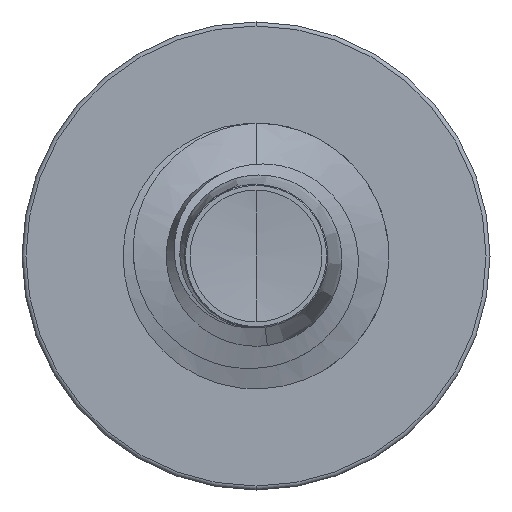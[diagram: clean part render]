
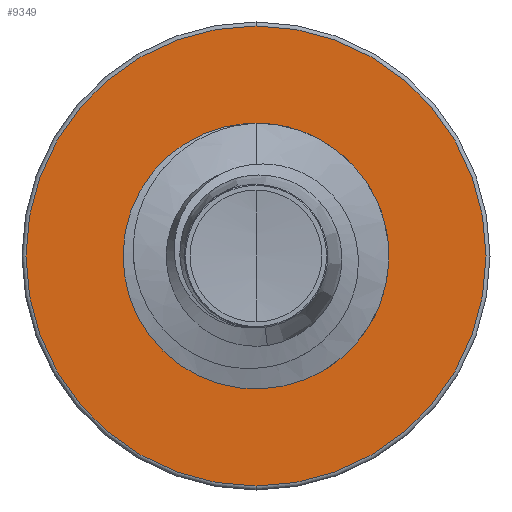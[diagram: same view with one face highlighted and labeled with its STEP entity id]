
A CAD part, front view. The second image highlights one B-rep face of the part: STEP entity #9349.
In plain terms, the highlighted planar face has unit normal (0, -1, 0).
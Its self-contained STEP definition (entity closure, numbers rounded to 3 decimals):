
#2226 = VERTEX_POINT ( 'NONE', #10971 ) ;
#2474 = ORIENTED_EDGE ( 'NONE', *, *, #9231, .F. ) ;
#2586 = AXIS2_PLACEMENT_3D ( 'NONE', #4528, #4448, #4446 ) ;
#2747 = AXIS2_PLACEMENT_3D ( 'NONE', #5541, #5520, #5507 ) ;
#2877 = AXIS2_PLACEMENT_3D ( 'NONE', #6265, #6258, #6247 ) ;
#2899 = AXIS2_PLACEMENT_3D ( 'NONE', #7458, #7455, #7446 ) ;
#3223 = AXIS2_PLACEMENT_3D ( 'NONE', #9456, #9454, #9446 ) ;
#4181 = VERTEX_POINT ( 'NONE', #5983 ) ;
#4446 = DIRECTION ( 'NONE',  ( 0., 0., 1. ) ) ;
#4448 = DIRECTION ( 'NONE',  ( 0., 1., 0. ) ) ;
#4461 = PLANE ( 'NONE',  #2586 ) ;
#4528 = CARTESIAN_POINT ( 'NONE',  ( 0., 5., -2.415 ) ) ;
#5026 = CIRCLE ( 'NONE', #2747, 4.325 ) ;
#5291 = ORIENTED_EDGE ( 'NONE', *, *, #9113, .F. ) ;
#5313 = CIRCLE ( 'NONE', #2877, 2.415 ) ;
#5507 = DIRECTION ( 'NONE',  ( 0., 0., 1. ) ) ;
#5520 = DIRECTION ( 'NONE',  ( 0., 1., 0. ) ) ;
#5541 = CARTESIAN_POINT ( 'NONE',  ( 0., 5., 0. ) ) ;
#5644 = VERTEX_POINT ( 'NONE', #10347 ) ;
#5983 = CARTESIAN_POINT ( 'NONE',  ( 0., 5., 4.325 ) ) ;
#6247 = DIRECTION ( 'NONE',  ( 0., 0., 1. ) ) ;
#6258 = DIRECTION ( 'NONE',  ( 0., 1., 0. ) ) ;
#6265 = CARTESIAN_POINT ( 'NONE',  ( 0., 5., 0. ) ) ;
#6307 = FACE_BOUND ( 'NONE', #9719, .T. ) ;
#7177 = CIRCLE ( 'NONE', #3223, 2.415 ) ;
#7446 = DIRECTION ( 'NONE',  ( 0., 0., 1. ) ) ;
#7455 = DIRECTION ( 'NONE',  ( 0., 1., 0. ) ) ;
#7458 = CARTESIAN_POINT ( 'NONE',  ( 0., 5., 0. ) ) ;
#7524 = ORIENTED_EDGE ( 'NONE', *, *, #8912, .T. ) ;
#8681 = VERTEX_POINT ( 'NONE', #9900 ) ;
#8912 = EDGE_CURVE ( 'NONE', #2226, #5644, #7177, .T. ) ;
#8945 = EDGE_LOOP ( 'NONE', ( #2474, #5291 ) ) ;
#9113 = EDGE_CURVE ( 'NONE', #8681, #4181, #9924, .T. ) ;
#9159 = EDGE_CURVE ( 'NONE', #5644, #2226, #5313, .T. ) ;
#9231 = EDGE_CURVE ( 'NONE', #4181, #8681, #5026, .T. ) ;
#9349 = ADVANCED_FACE ( 'NONE', ( #10535, #6307 ), #4461, .F. ) ;
#9446 = DIRECTION ( 'NONE',  ( 0., 0., 1. ) ) ;
#9454 = DIRECTION ( 'NONE',  ( 0., 1., 0. ) ) ;
#9456 = CARTESIAN_POINT ( 'NONE',  ( 0., 5., 0. ) ) ;
#9719 = EDGE_LOOP ( 'NONE', ( #7524, #11565 ) ) ;
#9900 = CARTESIAN_POINT ( 'NONE',  ( 0., 5., -4.325 ) ) ;
#9924 = CIRCLE ( 'NONE', #2899, 4.325 ) ;
#10347 = CARTESIAN_POINT ( 'NONE',  ( 0., 5., -2.415 ) ) ;
#10535 = FACE_OUTER_BOUND ( 'NONE', #8945, .T. ) ;
#10971 = CARTESIAN_POINT ( 'NONE',  ( 0., 5., 2.415 ) ) ;
#11565 = ORIENTED_EDGE ( 'NONE', *, *, #9159, .T. ) ;
